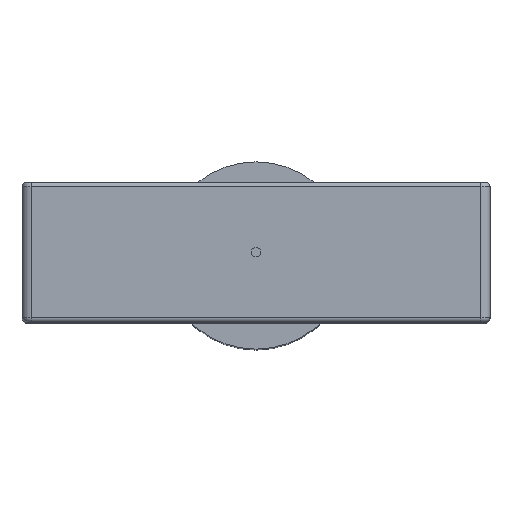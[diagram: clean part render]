
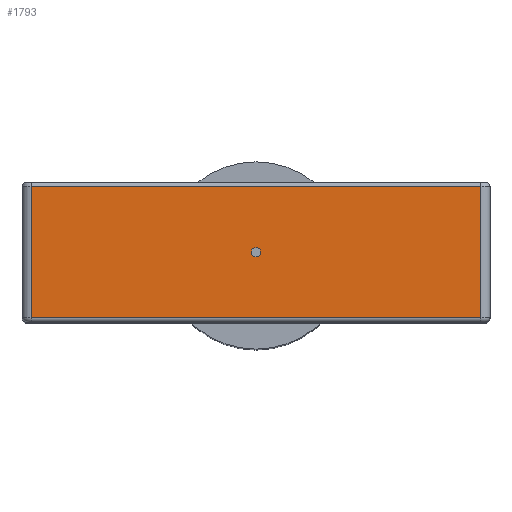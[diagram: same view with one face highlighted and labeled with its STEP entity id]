
A CAD part, top view. The second image highlights one B-rep face of the part: STEP entity #1793.
In plain terms, the highlighted planar face has unit normal (0, 0, 1).
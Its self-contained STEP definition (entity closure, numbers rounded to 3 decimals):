
#3 = DIRECTION ( 'NONE',  ( 0., 1., 0. ) ) ;
#22 = DIRECTION ( 'NONE',  ( 1., 0., 0. ) ) ;
#202 = PLANE ( 'NONE',  #1465 ) ;
#281 = ORIENTED_EDGE ( 'NONE', *, *, #442, .T. ) ;
#284 = EDGE_CURVE ( 'NONE', #698, #1380, #1877, .T. ) ;
#288 = CARTESIAN_POINT ( 'NONE',  ( 0., 0., 5. ) ) ;
#357 = EDGE_LOOP ( 'NONE', ( #1861, #1246 ) ) ;
#362 = CARTESIAN_POINT ( 'NONE',  ( 0.1, 0., 5. ) ) ;
#412 = VERTEX_POINT ( 'NONE', #1366 ) ;
#419 = EDGE_LOOP ( 'NONE', ( #1714, #1198, #281, #1026 ) ) ;
#442 = EDGE_CURVE ( 'NONE', #1380, #1067, #1686, .T. ) ;
#449 = DIRECTION ( 'NONE',  ( 0., 0., 1. ) ) ;
#516 = DIRECTION ( 'NONE',  ( -1., 0., 0. ) ) ;
#530 = VECTOR ( 'NONE', #898, 1000. ) ;
#698 = VERTEX_POINT ( 'NONE', #1316 ) ;
#734 = DIRECTION ( 'NONE',  ( 1., 0., 0. ) ) ;
#745 = LINE ( 'NONE', #1030, #530 ) ;
#758 = VERTEX_POINT ( 'NONE', #1603 ) ;
#799 = CARTESIAN_POINT ( 'NONE',  ( -5., 1.5, 5. ) ) ;
#802 = VECTOR ( 'NONE', #22, 1000. ) ;
#812 = VECTOR ( 'NONE', #516, 1000. ) ;
#898 = DIRECTION ( 'NONE',  ( 0., -1., 0. ) ) ;
#926 = CARTESIAN_POINT ( 'NONE',  ( 4.8, -1.4, 5. ) ) ;
#971 = LINE ( 'NONE', #1916, #812 ) ;
#994 = EDGE_CURVE ( 'NONE', #758, #698, #745, .T. ) ;
#1007 = EDGE_CURVE ( 'NONE', #1907, #412, #1494, .T. ) ;
#1026 = ORIENTED_EDGE ( 'NONE', *, *, #1512, .T. ) ;
#1030 = CARTESIAN_POINT ( 'NONE',  ( -4.8, 1.5, 5. ) ) ;
#1052 = CARTESIAN_POINT ( 'NONE',  ( 4.8, 1.5, 5. ) ) ;
#1067 = VERTEX_POINT ( 'NONE', #1858 ) ;
#1082 = CARTESIAN_POINT ( 'NONE',  ( 0., 0., 5. ) ) ;
#1198 = ORIENTED_EDGE ( 'NONE', *, *, #284, .T. ) ;
#1200 = CIRCLE ( 'NONE', #1296, 0.1 ) ;
#1226 = VECTOR ( 'NONE', #3, 1000. ) ;
#1246 = ORIENTED_EDGE ( 'NONE', *, *, #1643, .F. ) ;
#1258 = FACE_OUTER_BOUND ( 'NONE', #419, .T. ) ;
#1272 = FACE_BOUND ( 'NONE', #357, .T. ) ;
#1296 = AXIS2_PLACEMENT_3D ( 'NONE', #1082, #1878, #1542 ) ;
#1316 = CARTESIAN_POINT ( 'NONE',  ( -4.8, -1.4, 5. ) ) ;
#1363 = CARTESIAN_POINT ( 'NONE',  ( 4.8, -1.4, 5. ) ) ;
#1366 = CARTESIAN_POINT ( 'NONE',  ( -0.1, 0., 5. ) ) ;
#1380 = VERTEX_POINT ( 'NONE', #1363 ) ;
#1420 = DIRECTION ( 'NONE',  ( 0., -1., 0. ) ) ;
#1465 = AXIS2_PLACEMENT_3D ( 'NONE', #799, #1604, #1420 ) ;
#1494 = CIRCLE ( 'NONE', #1662, 0.1 ) ;
#1512 = EDGE_CURVE ( 'NONE', #1067, #758, #971, .T. ) ;
#1542 = DIRECTION ( 'NONE',  ( 1., 0., 0. ) ) ;
#1603 = CARTESIAN_POINT ( 'NONE',  ( -4.8, 1.4, 5. ) ) ;
#1604 = DIRECTION ( 'NONE',  ( 0., 0., -1. ) ) ;
#1643 = EDGE_CURVE ( 'NONE', #412, #1907, #1200, .T. ) ;
#1662 = AXIS2_PLACEMENT_3D ( 'NONE', #288, #449, #734 ) ;
#1686 = LINE ( 'NONE', #1052, #1226 ) ;
#1714 = ORIENTED_EDGE ( 'NONE', *, *, #994, .T. ) ;
#1793 = ADVANCED_FACE ( 'NONE', ( #1272, #1258 ), #202, .F. ) ;
#1858 = CARTESIAN_POINT ( 'NONE',  ( 4.8, 1.4, 5. ) ) ;
#1861 = ORIENTED_EDGE ( 'NONE', *, *, #1007, .F. ) ;
#1877 = LINE ( 'NONE', #926, #802 ) ;
#1878 = DIRECTION ( 'NONE',  ( 0., 0., 1. ) ) ;
#1907 = VERTEX_POINT ( 'NONE', #362 ) ;
#1916 = CARTESIAN_POINT ( 'NONE',  ( -5., 1.4, 5. ) ) ;
